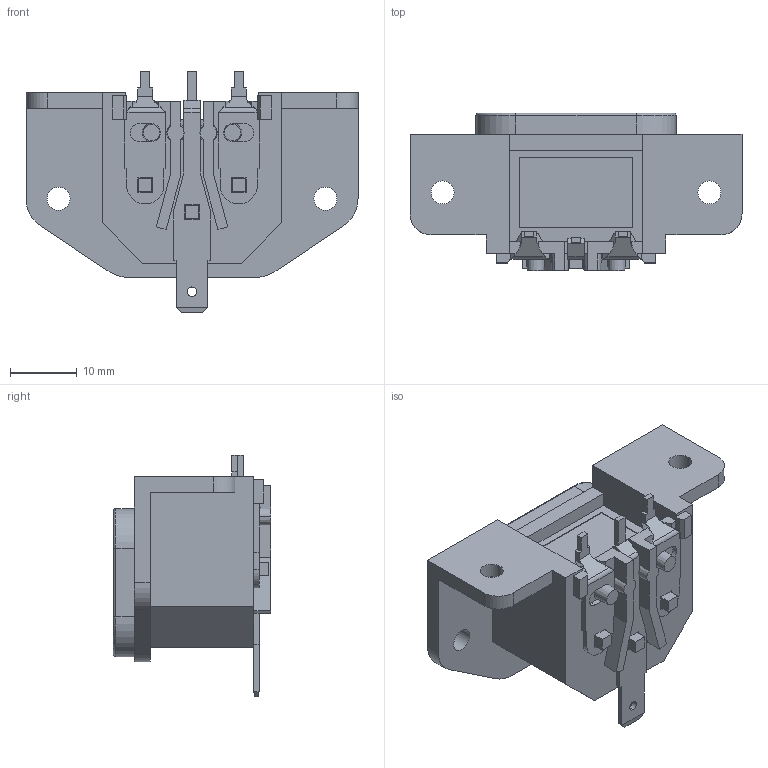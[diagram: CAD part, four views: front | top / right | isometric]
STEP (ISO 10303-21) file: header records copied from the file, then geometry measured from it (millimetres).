
FILE_DESCRIPTION (( 'STEP AP214' ), '1' );
FILE_NAME ('ACM-C4-GBCCA-LC_3D.step', '2023-11-15T16:26:47', ( '' ), ( '' ), 'SwSTEP 2.0', 'SolidWorks 2022', '' );
FILE_SCHEMA (( 'AUTOMOTIVE_DESIGN' ));
Length unit declared in the file: inch
Products named in the file (1): ACM-C4-GBCCA-LC_3D
Bounding box: 49.76 x 23.6 x 36.27 mm (x, y, z)
Volume: 7683.8 mm3; surface area: 8934.4 mm2
Topology: 7 solids, 7 shells, 368 faces, 992 edges, 646 vertices
Faces by surface type: plane 280, cylinder 70, cone 10, torus 8
Entity records: 11688 total; most frequent: CARTESIAN_POINT 2187, ORIENTED_EDGE 1984, DIRECTION 1872, EDGE_CURVE 992, LINE 810, VECTOR 810, VERTEX_POINT 646, AXIS2_PLACEMENT_3D 531
